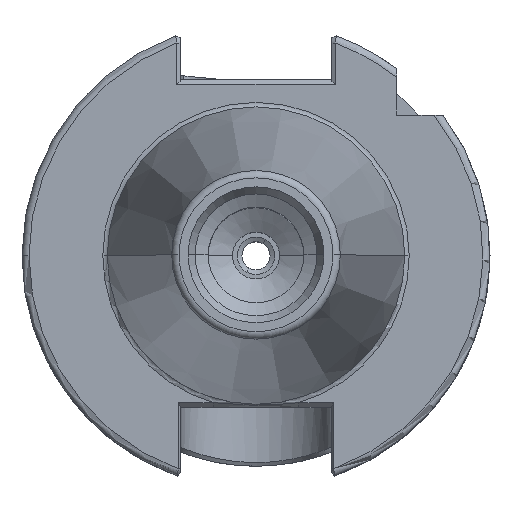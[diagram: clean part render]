
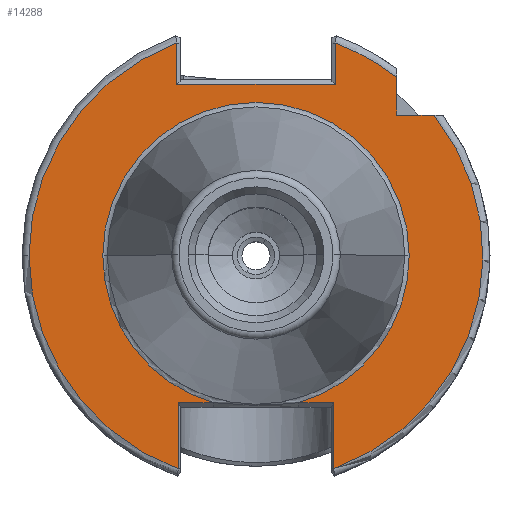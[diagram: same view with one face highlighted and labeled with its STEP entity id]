
A CAD part, top view. The second image highlights one B-rep face of the part: STEP entity #14288.
In plain terms, the highlighted planar face has unit normal (0, 0, 1).
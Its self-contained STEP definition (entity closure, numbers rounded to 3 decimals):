
#6 = VERTEX_POINT ( 'NONE', #11360 ) ;
#541 = VERTEX_POINT ( 'NONE', #17551 ) ;
#578 = EDGE_CURVE ( 'NONE', #13978, #7443, #11753, .T. ) ;
#609 = CARTESIAN_POINT ( 'NONE',  ( 8.288, 24.975, -3.2 ) ) ;
#815 = DIRECTION ( 'NONE',  ( 0., 0., -1. ) ) ;
#863 = EDGE_LOOP ( 'NONE', ( #22097, #22843, #6912, #8480, #22518, #23668, #15864, #5092, #1842, #7859, #19720, #19280, #9051, #1620, #6572, #10886 ) ) ;
#917 = VERTEX_POINT ( 'NONE', #11802 ) ;
#989 = VERTEX_POINT ( 'NONE', #15126 ) ;
#1115 = CARTESIAN_POINT ( 'NONE',  ( -8.288, 24.975, -3.2 ) ) ;
#1470 = DIRECTION ( 'NONE',  ( 0., 0., -1. ) ) ;
#1620 = ORIENTED_EDGE ( 'NONE', *, *, #2264, .T. ) ;
#1685 = VECTOR ( 'NONE', #18660, 1000. ) ;
#1842 = ORIENTED_EDGE ( 'NONE', *, *, #11816, .T. ) ;
#1871 = CIRCLE ( 'NONE', #23322, 16.35 ) ;
#2034 = VERTEX_POINT ( 'NONE', #17510 ) ;
#2264 = EDGE_CURVE ( 'NONE', #5758, #3279, #4884, .T. ) ;
#2369 = CIRCLE ( 'NONE', #17367, 24.225 ) ;
#2424 = CARTESIAN_POINT ( 'NONE',  ( 16.35, 0., -3.2 ) ) ;
#2461 = CIRCLE ( 'NONE', #5325, 24.225 ) ;
#2491 = CARTESIAN_POINT ( 'NONE',  ( -24.225, 0., -3.2 ) ) ;
#3279 = VERTEX_POINT ( 'NONE', #23662 ) ;
#3390 = CARTESIAN_POINT ( 'NONE',  ( 4.564, -15.7, -3.2 ) ) ;
#3395 = LINE ( 'NONE', #19488, #12585 ) ;
#3824 = EDGE_CURVE ( 'NONE', #2034, #22509, #13796, .T. ) ;
#4193 = CIRCLE ( 'NONE', #18997, 16.35 ) ;
#4244 = DIRECTION ( 'NONE',  ( 0., 0., 1. ) ) ;
#4268 = EDGE_CURVE ( 'NONE', #22509, #6, #4539, .T. ) ;
#4288 = CARTESIAN_POINT ( 'NONE',  ( 15., 19.022, -3.2 ) ) ;
#4465 = DIRECTION ( 'NONE',  ( 0., 0., -1. ) ) ;
#4539 = LINE ( 'NONE', #8351, #14353 ) ;
#4608 = VERTEX_POINT ( 'NONE', #4288 ) ;
#4648 = CARTESIAN_POINT ( 'NONE',  ( 8.478, 18.8, -3.2 ) ) ;
#4884 = CIRCLE ( 'NONE', #8264, 24.225 ) ;
#5031 = EDGE_CURVE ( 'NONE', #917, #21987, #4193, .T. ) ;
#5092 = ORIENTED_EDGE ( 'NONE', *, *, #15813, .F. ) ;
#5113 = LINE ( 'NONE', #10645, #13725 ) ;
#5291 = CARTESIAN_POINT ( 'NONE',  ( 0., 0., -3.2 ) ) ;
#5325 = AXIS2_PLACEMENT_3D ( 'NONE', #18499, #7473, #20366 ) ;
#5335 = DIRECTION ( 'NONE',  ( -1., 0., 0. ) ) ;
#5351 = CARTESIAN_POINT ( 'NONE',  ( 0., 0., -3.2 ) ) ;
#5382 = CARTESIAN_POINT ( 'NONE',  ( 15., 15., -3.2 ) ) ;
#5740 = LINE ( 'NONE', #4648, #10069 ) ;
#5758 = VERTEX_POINT ( 'NONE', #2491 ) ;
#6366 = LINE ( 'NONE', #7111, #10702 ) ;
#6538 = LINE ( 'NONE', #7614, #1685 ) ;
#6572 = ORIENTED_EDGE ( 'NONE', *, *, #8903, .T. ) ;
#6829 = DIRECTION ( 'NONE',  ( 0., 0., 1. ) ) ;
#6912 = ORIENTED_EDGE ( 'NONE', *, *, #18815, .T. ) ;
#6999 = AXIS2_PLACEMENT_3D ( 'NONE', #5291, #6829, #18653 ) ;
#7111 = CARTESIAN_POINT ( 'NONE',  ( 15., 25.813, -3.2 ) ) ;
#7204 = DIRECTION ( 'NONE',  ( -1., 0., 0. ) ) ;
#7443 = VERTEX_POINT ( 'NONE', #17078 ) ;
#7473 = DIRECTION ( 'NONE',  ( 0., 0., 1. ) ) ;
#7614 = CARTESIAN_POINT ( 'NONE',  ( -2.21, -15.7, -3.2 ) ) ;
#7738 = LINE ( 'NONE', #609, #12635 ) ;
#7859 = ORIENTED_EDGE ( 'NONE', *, *, #16290, .T. ) ;
#8264 = AXIS2_PLACEMENT_3D ( 'NONE', #5351, #18225, #7204 ) ;
#8351 = CARTESIAN_POINT ( 'NONE',  ( -8.478, 22.832, -3.2 ) ) ;
#8480 = ORIENTED_EDGE ( 'NONE', *, *, #17690, .T. ) ;
#8727 = EDGE_CURVE ( 'NONE', #15062, #13978, #7738, .T. ) ;
#8903 = EDGE_CURVE ( 'NONE', #3279, #541, #12918, .T. ) ;
#8940 = DIRECTION ( 'NONE',  ( 0., -1., 0. ) ) ;
#9051 = ORIENTED_EDGE ( 'NONE', *, *, #10906, .T. ) ;
#10069 = VECTOR ( 'NONE', #19399, 1000. ) ;
#10456 = PLANE ( 'NONE',  #13356 ) ;
#10608 = CARTESIAN_POINT ( 'NONE',  ( 0., 0., -3.2 ) ) ;
#10645 = CARTESIAN_POINT ( 'NONE',  ( 15., 15., -3.2 ) ) ;
#10702 = VECTOR ( 'NONE', #8940, 1000. ) ;
#10886 = ORIENTED_EDGE ( 'NONE', *, *, #19116, .T. ) ;
#10906 = EDGE_CURVE ( 'NONE', #6, #5758, #2461, .T. ) ;
#11143 = EDGE_CURVE ( 'NONE', #21987, #17537, #1871, .T. ) ;
#11360 = CARTESIAN_POINT ( 'NONE',  ( -8.478, 22.693, -3.2 ) ) ;
#11753 = CIRCLE ( 'NONE', #6999, 24.225 ) ;
#11802 = CARTESIAN_POINT ( 'NONE',  ( -4.564, -15.7, -3.2 ) ) ;
#11816 = EDGE_CURVE ( 'NONE', #4608, #989, #2369, .T. ) ;
#11825 = CARTESIAN_POINT ( 'NONE',  ( 0., 0., -3.2 ) ) ;
#12014 = CARTESIAN_POINT ( 'NONE',  ( -8.478, 18.3, -3.2 ) ) ;
#12456 = DIRECTION ( 'NONE',  ( -1., 0., 0. ) ) ;
#12472 = CARTESIAN_POINT ( 'NONE',  ( 0., 24.975, -3.2 ) ) ;
#12585 = VECTOR ( 'NONE', #21076, 1000. ) ;
#12635 = VECTOR ( 'NONE', #22633, 1000. ) ;
#12918 = LINE ( 'NONE', #1115, #22113 ) ;
#13226 = VECTOR ( 'NONE', #5335, 1000. ) ;
#13356 = AXIS2_PLACEMENT_3D ( 'NONE', #12472, #1470, #14338 ) ;
#13690 = DIRECTION ( 'NONE',  ( -1., 0., 0. ) ) ;
#13725 = VECTOR ( 'NONE', #23486, 1000. ) ;
#13796 = LINE ( 'NONE', #20080, #13226 ) ;
#13978 = VERTEX_POINT ( 'NONE', #22595 ) ;
#14288 = ADVANCED_FACE ( 'NONE', ( #21293 ), #10456, .F. ) ;
#14338 = DIRECTION ( 'NONE',  ( -1., 0., 0. ) ) ;
#14353 = VECTOR ( 'NONE', #21231, 1000. ) ;
#15062 = VERTEX_POINT ( 'NONE', #20796 ) ;
#15126 = CARTESIAN_POINT ( 'NONE',  ( 8.478, 22.693, -3.2 ) ) ;
#15274 = CARTESIAN_POINT ( 'NONE',  ( 0., 0., -3.2 ) ) ;
#15347 = EDGE_CURVE ( 'NONE', #21486, #7443, #5113, .T. ) ;
#15487 = CARTESIAN_POINT ( 'NONE',  ( 0., 0., -3.2 ) ) ;
#15813 = EDGE_CURVE ( 'NONE', #4608, #21486, #6366, .T. ) ;
#15820 = DIRECTION ( 'NONE',  ( 0., 1., 0. ) ) ;
#15864 = ORIENTED_EDGE ( 'NONE', *, *, #15347, .F. ) ;
#16290 = EDGE_CURVE ( 'NONE', #989, #2034, #5740, .T. ) ;
#16470 = VERTEX_POINT ( 'NONE', #3390 ) ;
#16941 = CIRCLE ( 'NONE', #20125, 16.35 ) ;
#17078 = CARTESIAN_POINT ( 'NONE',  ( 19.022, 15., -3.2 ) ) ;
#17150 = DIRECTION ( 'NONE',  ( -1., 0., 0. ) ) ;
#17354 = DIRECTION ( 'NONE',  ( -1., 0., 0. ) ) ;
#17367 = AXIS2_PLACEMENT_3D ( 'NONE', #15274, #4244, #17150 ) ;
#17510 = CARTESIAN_POINT ( 'NONE',  ( 8.478, 18.3, -3.2 ) ) ;
#17537 = VERTEX_POINT ( 'NONE', #2424 ) ;
#17551 = CARTESIAN_POINT ( 'NONE',  ( -8.288, -15.7, -3.2 ) ) ;
#17690 = EDGE_CURVE ( 'NONE', #16470, #15062, #3395, .T. ) ;
#18225 = DIRECTION ( 'NONE',  ( 0., 0., 1. ) ) ;
#18499 = CARTESIAN_POINT ( 'NONE',  ( 0., 0., -3.2 ) ) ;
#18653 = DIRECTION ( 'NONE',  ( -1., 0., 0. ) ) ;
#18660 = DIRECTION ( 'NONE',  ( 1., 0., 0. ) ) ;
#18815 = EDGE_CURVE ( 'NONE', #17537, #16470, #16941, .T. ) ;
#18997 = AXIS2_PLACEMENT_3D ( 'NONE', #11825, #815, #13690 ) ;
#19116 = EDGE_CURVE ( 'NONE', #541, #917, #6538, .T. ) ;
#19280 = ORIENTED_EDGE ( 'NONE', *, *, #4268, .T. ) ;
#19297 = CARTESIAN_POINT ( 'NONE',  ( -16.35, 0., -3.2 ) ) ;
#19399 = DIRECTION ( 'NONE',  ( 0., -1., 0. ) ) ;
#19488 = CARTESIAN_POINT ( 'NONE',  ( 8.05, -15.7, -3.2 ) ) ;
#19720 = ORIENTED_EDGE ( 'NONE', *, *, #3824, .T. ) ;
#20080 = CARTESIAN_POINT ( 'NONE',  ( -8.095, 18.3, -3.2 ) ) ;
#20125 = AXIS2_PLACEMENT_3D ( 'NONE', #10608, #23448, #12456 ) ;
#20366 = DIRECTION ( 'NONE',  ( -1., 0., 0. ) ) ;
#20796 = CARTESIAN_POINT ( 'NONE',  ( 8.288, -15.7, -3.2 ) ) ;
#21076 = DIRECTION ( 'NONE',  ( 1., 0., 0. ) ) ;
#21231 = DIRECTION ( 'NONE',  ( 0., 1., 0. ) ) ;
#21293 = FACE_OUTER_BOUND ( 'NONE', #863, .T. ) ;
#21486 = VERTEX_POINT ( 'NONE', #5382 ) ;
#21987 = VERTEX_POINT ( 'NONE', #19297 ) ;
#22097 = ORIENTED_EDGE ( 'NONE', *, *, #5031, .T. ) ;
#22113 = VECTOR ( 'NONE', #15820, 1000. ) ;
#22509 = VERTEX_POINT ( 'NONE', #12014 ) ;
#22518 = ORIENTED_EDGE ( 'NONE', *, *, #8727, .T. ) ;
#22595 = CARTESIAN_POINT ( 'NONE',  ( 8.288, -22.763, -3.2 ) ) ;
#22633 = DIRECTION ( 'NONE',  ( 0., -1., 0. ) ) ;
#22843 = ORIENTED_EDGE ( 'NONE', *, *, #11143, .T. ) ;
#23322 = AXIS2_PLACEMENT_3D ( 'NONE', #15487, #4465, #17354 ) ;
#23448 = DIRECTION ( 'NONE',  ( 0., 0., -1. ) ) ;
#23486 = DIRECTION ( 'NONE',  ( 1., 0., 0. ) ) ;
#23662 = CARTESIAN_POINT ( 'NONE',  ( -8.288, -22.763, -3.2 ) ) ;
#23668 = ORIENTED_EDGE ( 'NONE', *, *, #578, .T. ) ;
